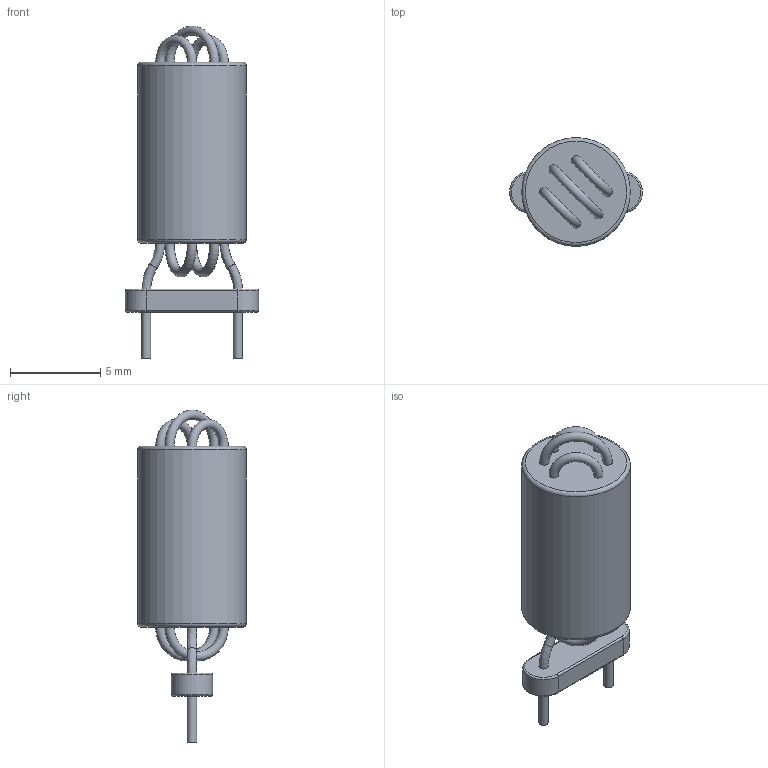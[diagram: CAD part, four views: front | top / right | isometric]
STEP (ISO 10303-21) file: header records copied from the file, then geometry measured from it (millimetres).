
FILE_DESCRIPTION(('FreeCAD Model'),'2;1');
FILE_NAME('LairdTech_28C0236-0JW-10.step', '2019-01-22T10:51:08',('kicad StepUp'),('ksu MCAD'), 'Open CASCADE STEP processor 7.3','FreeCAD','Unknown');
FILE_SCHEMA(('AUTOMOTIVE_DESIGN { 1 0 10303 214 1 1 1 1 }'));
Length unit declared in the file: millimetre
Products named in the file (1): LairdTech_28C0236-0JW-10
Bounding box: 7.37 x 6 x 18.36 mm (x, y, z)
Surface area: 544.7 mm2 (no closed solid volume)
Topology: 0 solids, 3 shells, 58 faces, 154 edges, 102 vertices
Faces by surface type: cylinder 35, torus 11, plane 8, bspline 4
Full cylindrical faces by diameter (mm): 0.508 x8, 6 x1
Entity records: 2030 total; most frequent: CARTESIAN_POINT 498, DIRECTION 334, ORIENTED_EDGE 308, AXIS2_PLACEMENT_3D 161, EDGE_CURVE 154, CIRCLE 106, VERTEX_POINT 102, FACE_BOUND 74
